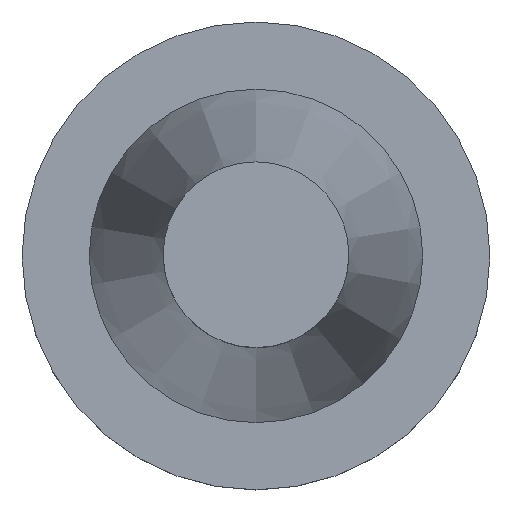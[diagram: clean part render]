
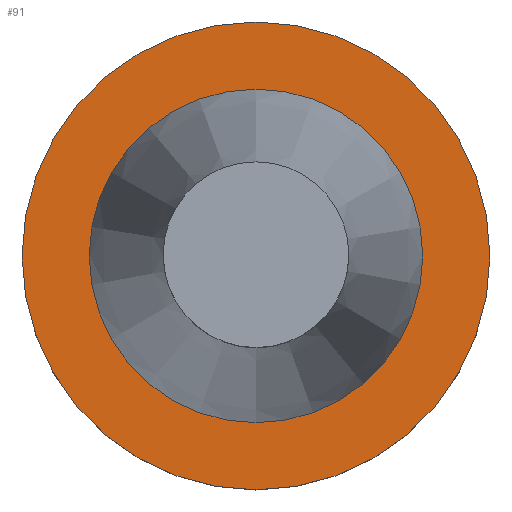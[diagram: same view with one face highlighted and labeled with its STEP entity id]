
A CAD part, top view. The second image highlights one B-rep face of the part: STEP entity #91.
In plain terms, the highlighted planar face has unit normal (0, 0, 1).
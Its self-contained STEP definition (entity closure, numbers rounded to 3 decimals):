
#50=FACE_BOUND('',#151,.T.);
#51=FACE_BOUND('',#152,.T.);
#68=CIRCLE('',#474,31.5);
#69=CIRCLE('',#475,22.458);
#70=CIRCLE('',#476,22.458);
#91=ADVANCED_FACE('',(#50,#51),#117,.F.);
#117=PLANE('',#477);
#151=EDGE_LOOP('',(#193));
#152=EDGE_LOOP('',(#194,#195));
#193=ORIENTED_EDGE('',*,*,#338,.T.);
#194=ORIENTED_EDGE('',*,*,#339,.T.);
#195=ORIENTED_EDGE('',*,*,#340,.T.);
#299=VERTEX_POINT('',#676);
#300=VERTEX_POINT('',#678);
#301=VERTEX_POINT('',#679);
#338=EDGE_CURVE('',#299,#299,#68,.T.);
#339=EDGE_CURVE('',#300,#301,#69,.T.);
#340=EDGE_CURVE('',#301,#300,#70,.T.);
#474=AXIS2_PLACEMENT_3D('',#675,#539,#540);
#475=AXIS2_PLACEMENT_3D('',#677,#541,#542);
#476=AXIS2_PLACEMENT_3D('',#680,#543,#544);
#477=AXIS2_PLACEMENT_3D('',#681,#545,#546);
#539=DIRECTION('',(0.,0.,1.));
#540=DIRECTION('',(-1.,0.,0.));
#541=DIRECTION('',(0.,0.,-1.));
#542=DIRECTION('',(-1.,0.,0.));
#543=DIRECTION('',(0.,0.,-1.));
#544=DIRECTION('',(-1.,0.,0.));
#545=DIRECTION('',(0.,0.,-1.));
#546=DIRECTION('',(0.,1.,0.));
#675=CARTESIAN_POINT('',(0.,0.,-1.6));
#676=CARTESIAN_POINT('',(-31.5,0.,-1.6));
#677=CARTESIAN_POINT('',(0.,0.,-1.6));
#678=CARTESIAN_POINT('',(0.,22.458,-1.6));
#679=CARTESIAN_POINT('',(0.,-22.458,-1.6));
#680=CARTESIAN_POINT('',(0.,0.,-1.6));
#681=CARTESIAN_POINT('',(0.,0.,-1.6));
